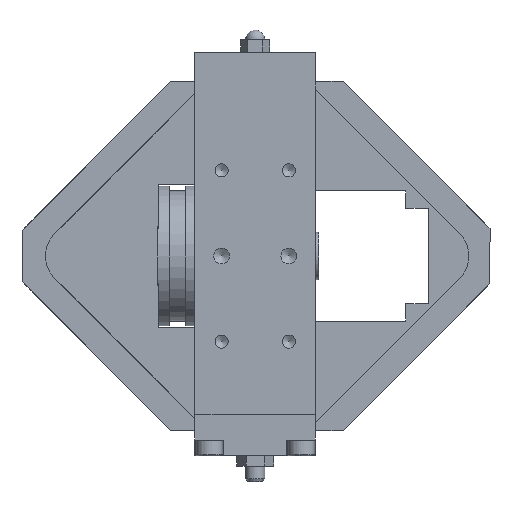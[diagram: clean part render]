
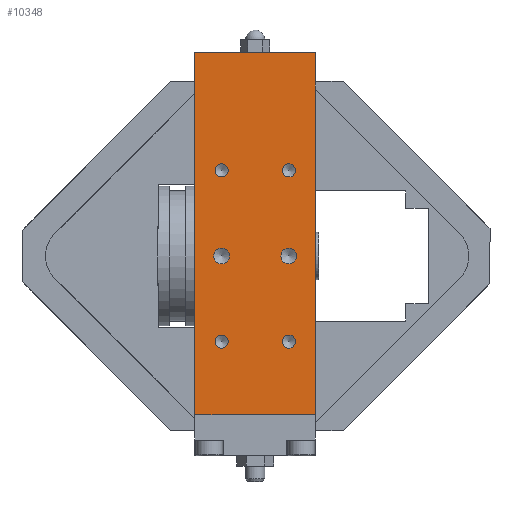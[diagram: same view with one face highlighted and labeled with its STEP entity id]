
A CAD part, left-side view. The second image highlights one B-rep face of the part: STEP entity #10348.
In plain terms, the highlighted planar face has unit normal (-1, 0, 0).
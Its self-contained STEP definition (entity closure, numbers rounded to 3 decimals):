
#569=PLANE('',#11397);
#926=LINE('',#15176,#1784);
#928=LINE('',#15180,#1786);
#929=LINE('',#15182,#1787);
#930=LINE('',#15183,#1788);
#1784=VECTOR('',#12578,10.);
#1786=VECTOR('',#12582,10.);
#1787=VECTOR('',#12583,10.);
#1788=VECTOR('',#12584,10.);
#2631=FACE_BOUND('',#3847,.T.);
#2632=FACE_BOUND('',#3848,.T.);
#2633=FACE_BOUND('',#3849,.T.);
#2634=FACE_BOUND('',#3850,.T.);
#2635=FACE_BOUND('',#3851,.T.);
#2636=FACE_BOUND('',#3852,.T.);
#3150=FACE_OUTER_BOUND('',#3846,.T.);
#3846=EDGE_LOOP('',(#7663,#7664,#7665,#7666));
#3847=EDGE_LOOP('',(#7667));
#3848=EDGE_LOOP('',(#7668));
#3849=EDGE_LOOP('',(#7669));
#3850=EDGE_LOOP('',(#7670));
#3851=EDGE_LOOP('',(#7671));
#3852=EDGE_LOOP('',(#7672));
#4650=CIRCLE('',#11212,2.067);
#4652=CIRCLE('',#11216,2.067);
#4654=CIRCLE('',#11220,2.067);
#4656=CIRCLE('',#11224,2.067);
#4658=CIRCLE('',#11228,2.5);
#4660=CIRCLE('',#11232,2.5);
#4964=VERTEX_POINT('',#14803);
#4966=VERTEX_POINT('',#14809);
#4968=VERTEX_POINT('',#14815);
#4970=VERTEX_POINT('',#14821);
#4972=VERTEX_POINT('',#14827);
#4974=VERTEX_POINT('',#14833);
#5089=VERTEX_POINT('',#15173);
#5090=VERTEX_POINT('',#15175);
#5091=VERTEX_POINT('',#15179);
#5092=VERTEX_POINT('',#15181);
#5992=EDGE_CURVE('',#4964,#4964,#4650,.T.);
#5994=EDGE_CURVE('',#4966,#4966,#4652,.T.);
#5996=EDGE_CURVE('',#4968,#4968,#4654,.T.);
#5998=EDGE_CURVE('',#4970,#4970,#4656,.T.);
#6000=EDGE_CURVE('',#4972,#4972,#4658,.T.);
#6002=EDGE_CURVE('',#4974,#4974,#4660,.T.);
#6142=EDGE_CURVE('',#5089,#5090,#926,.T.);
#6144=EDGE_CURVE('',#5091,#5089,#928,.T.);
#6145=EDGE_CURVE('',#5092,#5091,#929,.T.);
#6146=EDGE_CURVE('',#5090,#5092,#930,.T.);
#7663=ORIENTED_EDGE('',*,*,#6144,.F.);
#7664=ORIENTED_EDGE('',*,*,#6145,.F.);
#7665=ORIENTED_EDGE('',*,*,#6146,.F.);
#7666=ORIENTED_EDGE('',*,*,#6142,.F.);
#7667=ORIENTED_EDGE('',*,*,#5992,.T.);
#7668=ORIENTED_EDGE('',*,*,#5994,.T.);
#7669=ORIENTED_EDGE('',*,*,#5996,.T.);
#7670=ORIENTED_EDGE('',*,*,#5998,.T.);
#7671=ORIENTED_EDGE('',*,*,#6000,.T.);
#7672=ORIENTED_EDGE('',*,*,#6002,.T.);
#10348=ADVANCED_FACE('',(#3150,#2631,#2632,#2633,#2634,#2635,#2636),#569,
 .T.);
#11212=AXIS2_PLACEMENT_3D('',#14804,#12147,#12148);
#11216=AXIS2_PLACEMENT_3D('',#14810,#12155,#12156);
#11220=AXIS2_PLACEMENT_3D('',#14816,#12163,#12164);
#11224=AXIS2_PLACEMENT_3D('',#14822,#12171,#12172);
#11228=AXIS2_PLACEMENT_3D('',#14828,#12179,#12180);
#11232=AXIS2_PLACEMENT_3D('',#14834,#12187,#12188);
#11397=AXIS2_PLACEMENT_3D('',#15178,#12580,#12581);
#12147=DIRECTION('center_axis',(1.,0.,0.));
#12148=DIRECTION('ref_axis',(0.,0.,1.));
#12155=DIRECTION('center_axis',(1.,0.,0.));
#12156=DIRECTION('ref_axis',(0.,0.,1.));
#12163=DIRECTION('center_axis',(1.,0.,0.));
#12164=DIRECTION('ref_axis',(0.,0.,1.));
#12171=DIRECTION('center_axis',(1.,0.,0.));
#12172=DIRECTION('ref_axis',(0.,0.,1.));
#12179=DIRECTION('center_axis',(1.,0.,0.));
#12180=DIRECTION('ref_axis',(0.,0.,1.));
#12187=DIRECTION('center_axis',(1.,0.,0.));
#12188=DIRECTION('ref_axis',(0.,0.,1.));
#12578=DIRECTION('',(0.,1.,0.));
#12580=DIRECTION('center_axis',(-1.,0.,0.));
#12581=DIRECTION('ref_axis',(0.,-1.,0.));
#12582=DIRECTION('',(0.,0.,-1.));
#12583=DIRECTION('',(0.,-1.,0.));
#12584=DIRECTION('',(0.,0.,1.));
#14803=CARTESIAN_POINT('',(-34.,10.6,29.067));
#14804=CARTESIAN_POINT('Origin',(-34.,10.6,27.));
#14809=CARTESIAN_POINT('',(-34.,10.6,-24.933));
#14810=CARTESIAN_POINT('Origin',(-34.,10.6,-27.));
#14815=CARTESIAN_POINT('',(-34.,-10.6,-24.933));
#14816=CARTESIAN_POINT('Origin',(-34.,-10.6,-27.));
#14821=CARTESIAN_POINT('',(-34.,-10.6,29.067));
#14822=CARTESIAN_POINT('Origin',(-34.,-10.6,27.));
#14827=CARTESIAN_POINT('',(-34.,10.6,2.5));
#14828=CARTESIAN_POINT('Origin',(-34.,10.6,0.));
#14833=CARTESIAN_POINT('',(-34.,-10.6,2.5));
#14834=CARTESIAN_POINT('Origin',(-34.,-10.6,0.));
#15173=CARTESIAN_POINT('',(-34.,-19.,-50.));
#15175=CARTESIAN_POINT('',(-34.,19.,-50.));
#15176=CARTESIAN_POINT('',(-34.,19.,-50.));
#15178=CARTESIAN_POINT('Origin',(-34.,19.,0.));
#15179=CARTESIAN_POINT('',(-34.,-19.,64.));
#15180=CARTESIAN_POINT('',(-34.,-19.,0.));
#15181=CARTESIAN_POINT('',(-34.,19.,64.));
#15182=CARTESIAN_POINT('',(-34.,19.,64.));
#15183=CARTESIAN_POINT('',(-34.,19.,0.));
